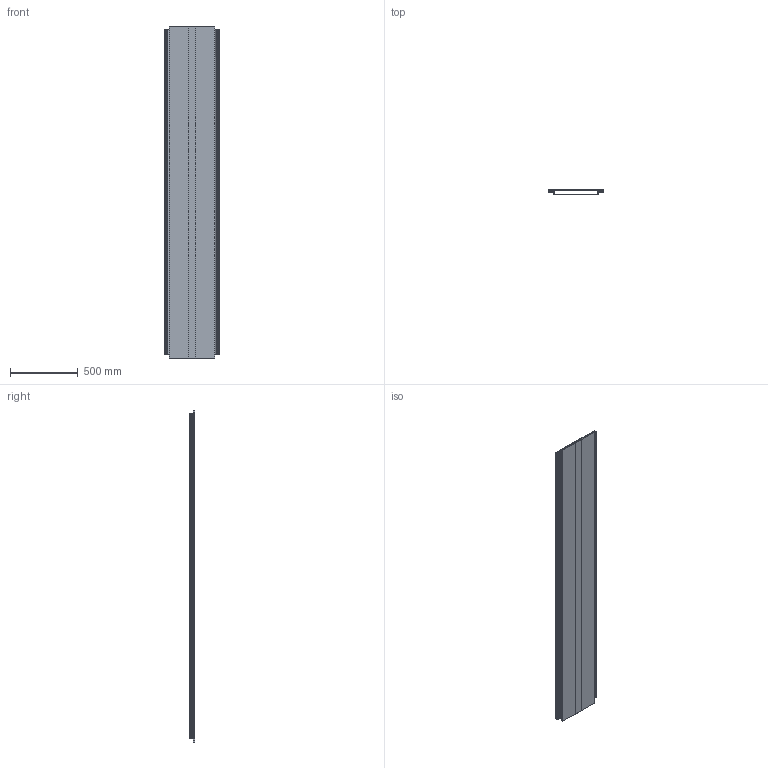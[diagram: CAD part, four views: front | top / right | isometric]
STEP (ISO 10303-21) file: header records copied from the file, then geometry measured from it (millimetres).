
FILE_DESCRIPTION((''),'2;1');
FILE_NAME('7424004_ASM','2015-12-23T',('AndreasKeweloh'),(''),'CREO PARAMETRIC BY PTC INC, 2015290','CREO PARAMETRIC BY PTC INC, 2015290','');
FILE_SCHEMA(('CONFIG_CONTROL_DESIGN'));
Length unit declared in the file: millimetre
Products named in the file (6): 43422F; 43423F_VERDR_CKT; P_43939AA_1_33076320_-_205MM; 40738A_39409465_40X140_ASM; 32812B; 7424004_ASM
Assembly tree (9 placements, depth 3):
  7424004_ASM
    43422F  x3
    40738A_39409465_40X140_ASM  x2
      43423F_VERDR_CKT
      P_43939AA_1_33076320_-_205MM
    32812B  x2
Bounding box: 402.9 x 38.3 x 2450 mm (x, y, z)
Volume: 5731090.4 mm3; surface area: 5809929.9 mm2
Topology: 9 solids, 9 shells, 366 faces, 996 edges, 648 vertices
Faces by surface type: plane 204, cylinder 126, cone 36
Entity records: 5574 total; most frequent: CARTESIAN_POINT 1032, ORIENTED_EDGE 924, DIRECTION 922, EDGE_CURVE 462, VECTOR 340, LINE 340, VERTEX_POINT 302, AXIS2_PLACEMENT_3D 291
